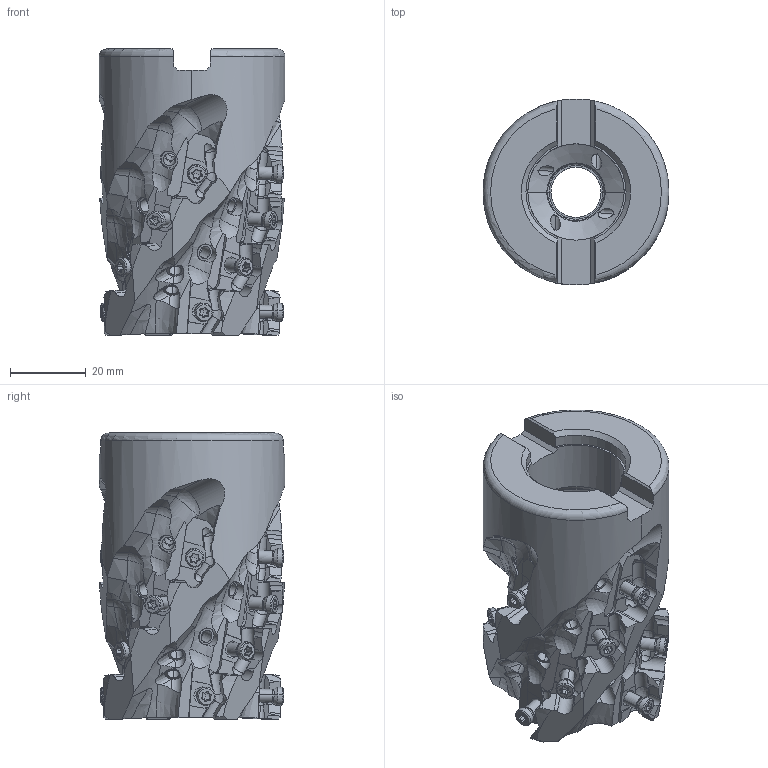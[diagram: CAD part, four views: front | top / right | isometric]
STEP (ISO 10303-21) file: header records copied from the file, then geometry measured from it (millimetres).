
FILE_DESCRIPTION(/* description */ (''),/* implementation_level */ '2;1');
FILE_NAME(/* name */ 'VFX5UR0204CA20.stp',/* time_stamp */ '2017-09-28T11:36:05+09:00',/* author */ (''),/* organization */ (''),/* preprocessor_version */ 'ST-DEVELOPER v16',/* originating_system */ 'SIEMENS PLM Software NX 10.0',/* authorisation */ '');
FILE_SCHEMA (('AUTOMOTIVE_DESIGN { 1 0 10303 214 3 1 1 1 }'));
Products named in the file (1): VFX5UR0204CA20_ASM
Bounding box: 49 x 49 x 75.4 mm (x, y, z)
Volume: 74605.1 mm3; surface area: 27134.2 mm2
Topology: 17 solids, 17 shells, 1641 faces, 4750 edges, 3094 vertices
Faces by surface type: cylinder 686, plane 449, cone 210, bspline 120, sphere 92, torus 48, extrusion 36
Entity records: 78079 total; most frequent: CARTESIAN_POINT 36414, ORIENTED_EDGE 9356, DIRECTION 7905, EDGE_CURVE 4678, AXIS2_PLACEMENT_3D 3160, VERTEX_POINT 3094, EDGE_LOOP 1714, ADVANCED_FACE 1641
